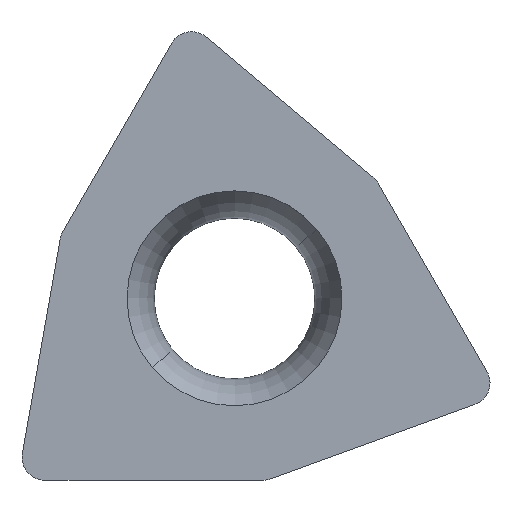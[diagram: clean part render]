
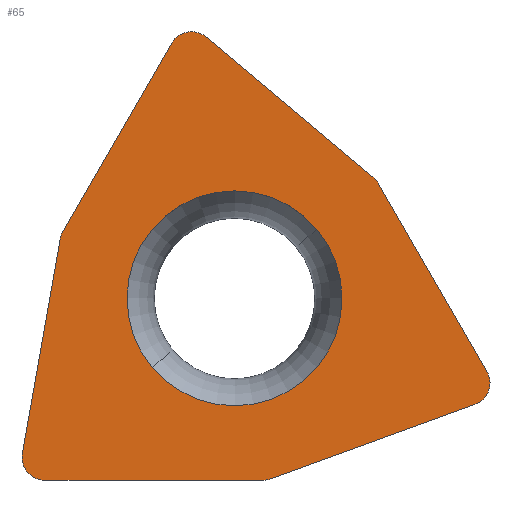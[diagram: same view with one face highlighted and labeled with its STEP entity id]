
A CAD part, top view. The second image highlights one B-rep face of the part: STEP entity #65.
In plain terms, the highlighted planar face has unit normal (0, 0, 1).
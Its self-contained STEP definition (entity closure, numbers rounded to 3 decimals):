
#65=ADVANCED_FACE('',(#93,#94),#85,.T.);
#85=PLANE('',#536);
#93=FACE_BOUND('',#97,.T.);
#94=FACE_BOUND('',#98,.T.);
#97=EDGE_LOOP('',(#119,#120,#121,#122,#123,#124,#125,#126,#127,#128,#129,
#130,#131,#132));
#98=EDGE_LOOP('',(#133,#134));
#119=ORIENTED_EDGE('',*,*,#257,.F.);
#120=ORIENTED_EDGE('',*,*,#258,.F.);
#121=ORIENTED_EDGE('',*,*,#259,.F.);
#122=ORIENTED_EDGE('',*,*,#260,.F.);
#123=ORIENTED_EDGE('',*,*,#261,.F.);
#124=ORIENTED_EDGE('',*,*,#262,.F.);
#125=ORIENTED_EDGE('',*,*,#263,.F.);
#126=ORIENTED_EDGE('',*,*,#264,.F.);
#127=ORIENTED_EDGE('',*,*,#265,.F.);
#128=ORIENTED_EDGE('',*,*,#266,.F.);
#129=ORIENTED_EDGE('',*,*,#267,.F.);
#130=ORIENTED_EDGE('',*,*,#268,.F.);
#131=ORIENTED_EDGE('',*,*,#269,.F.);
#132=ORIENTED_EDGE('',*,*,#270,.F.);
#133=ORIENTED_EDGE('',*,*,#271,.F.);
#134=ORIENTED_EDGE('',*,*,#272,.F.);
#223=VERTEX_POINT('',#725);
#224=VERTEX_POINT('',#726);
#225=VERTEX_POINT('',#728);
#226=VERTEX_POINT('',#730);
#227=VERTEX_POINT('',#732);
#228=VERTEX_POINT('',#734);
#229=VERTEX_POINT('',#736);
#230=VERTEX_POINT('',#738);
#231=VERTEX_POINT('',#740);
#232=VERTEX_POINT('',#742);
#233=VERTEX_POINT('',#744);
#234=VERTEX_POINT('',#746);
#235=VERTEX_POINT('',#748);
#236=VERTEX_POINT('',#750);
#237=VERTEX_POINT('',#753);
#238=VERTEX_POINT('',#754);
#257=EDGE_CURVE('',#223,#224,#319,.T.);
#258=EDGE_CURVE('',#225,#223,#391,.T.);
#259=EDGE_CURVE('',#226,#225,#320,.T.);
#260=EDGE_CURVE('',#227,#226,#392,.T.);
#261=EDGE_CURVE('',#228,#227,#321,.T.);
#262=EDGE_CURVE('',#229,#228,#322,.T.);
#263=EDGE_CURVE('',#230,#229,#393,.T.);
#264=EDGE_CURVE('',#231,#230,#323,.T.);
#265=EDGE_CURVE('',#232,#231,#394,.T.);
#266=EDGE_CURVE('',#233,#232,#324,.T.);
#267=EDGE_CURVE('',#234,#233,#325,.T.);
#268=EDGE_CURVE('',#235,#234,#395,.T.);
#269=EDGE_CURVE('',#236,#235,#326,.T.);
#270=EDGE_CURVE('',#224,#236,#396,.T.);
#271=EDGE_CURVE('',#237,#238,#327,.T.);
#272=EDGE_CURVE('',#238,#237,#328,.T.);
#319=CIRCLE('',#526,0.4);
#320=CIRCLE('',#527,0.4);
#321=CIRCLE('',#528,0.4);
#322=CIRCLE('',#529,0.4);
#323=CIRCLE('',#530,0.4);
#324=CIRCLE('',#531,0.4);
#325=CIRCLE('',#532,0.4);
#326=CIRCLE('',#533,0.4);
#327=CIRCLE('',#534,1.875);
#328=CIRCLE('',#535,1.875);
#391=LINE('',#727,#431);
#392=LINE('',#731,#432);
#393=LINE('',#737,#433);
#394=LINE('',#741,#434);
#395=LINE('',#747,#435);
#396=LINE('',#751,#436);
#431=VECTOR('',#596,1.);
#432=VECTOR('',#599,1.);
#433=VECTOR('',#604,1.);
#434=VECTOR('',#607,1.);
#435=VECTOR('',#612,1.);
#436=VECTOR('',#615,1.);
#526=AXIS2_PLACEMENT_3D('',#724,#594,#595);
#527=AXIS2_PLACEMENT_3D('',#729,#597,#598);
#528=AXIS2_PLACEMENT_3D('',#733,#600,#601);
#529=AXIS2_PLACEMENT_3D('',#735,#602,#603);
#530=AXIS2_PLACEMENT_3D('',#739,#605,#606);
#531=AXIS2_PLACEMENT_3D('',#743,#608,#609);
#532=AXIS2_PLACEMENT_3D('',#745,#610,#611);
#533=AXIS2_PLACEMENT_3D('',#749,#613,#614);
#534=AXIS2_PLACEMENT_3D('',#752,#616,#617);
#535=AXIS2_PLACEMENT_3D('',#755,#618,#619);
#536=AXIS2_PLACEMENT_3D('',#756,#620,#621);
#594=DIRECTION('',(0.,0.,-1.));
#595=DIRECTION('',(0.,-1.,0.));
#596=DIRECTION('',(-1.,0.,0.));
#597=DIRECTION('',(0.,0.,-1.));
#598=DIRECTION('',(0.342,-0.94,0.));
#599=DIRECTION('',(-0.94,-0.342,0.));
#600=DIRECTION('',(0.,0.,-1.));
#601=DIRECTION('',(0.643,-0.766,0.));
#602=DIRECTION('',(0.,0.,-1.));
#603=DIRECTION('',(0.866,0.5,0.));
#604=DIRECTION('',(0.5,-0.866,0.));
#605=DIRECTION('',(0.,0.,-1.));
#606=DIRECTION('',(0.643,0.766,0.));
#607=DIRECTION('',(0.766,-0.643,0.));
#608=DIRECTION('',(0.,0.,-1.));
#609=DIRECTION('',(-0.643,0.766,0.));
#610=DIRECTION('',(0.,0.,-1.));
#611=DIRECTION('',(-0.866,0.5,0.));
#612=DIRECTION('',(0.5,0.866,0.));
#613=DIRECTION('',(0.,0.,-1.));
#614=DIRECTION('',(-0.985,0.174,0.));
#615=DIRECTION('',(0.174,0.985,0.));
#616=DIRECTION('',(0.,0.,1.));
#617=DIRECTION('',(-0.766,-0.643,0.));
#618=DIRECTION('',(0.,0.,1.));
#619=DIRECTION('',(0.766,0.643,0.));
#620=DIRECTION('',(0.,0.,1.));
#621=DIRECTION('',(-0.643,0.766,0.));
#724=CARTESIAN_POINT('',(-3.307,-2.775,0.));
#725=CARTESIAN_POINT('',(-3.307,-3.175,0.));
#726=CARTESIAN_POINT('',(-3.701,-2.706,0.));
#727=CARTESIAN_POINT('',(0.489,-3.175,0.));
#728=CARTESIAN_POINT('',(0.489,-3.175,0.));
#729=CARTESIAN_POINT('',(0.489,-2.775,0.));
#730=CARTESIAN_POINT('',(0.626,-3.151,0.));
#731=CARTESIAN_POINT('',(4.194,-1.852,0.));
#732=CARTESIAN_POINT('',(4.194,-1.852,0.));
#733=CARTESIAN_POINT('',(4.057,-1.477,0.));
#734=CARTESIAN_POINT('',(4.314,-1.783,0.));
#735=CARTESIAN_POINT('',(4.057,-1.477,0.));
#736=CARTESIAN_POINT('',(4.403,-1.277,0.));
#737=CARTESIAN_POINT('',(2.505,2.011,0.));
#738=CARTESIAN_POINT('',(2.505,2.011,0.));
#739=CARTESIAN_POINT('',(2.159,1.811,0.));
#740=CARTESIAN_POINT('',(2.416,2.118,0.));
#741=CARTESIAN_POINT('',(-0.493,4.558,0.));
#742=CARTESIAN_POINT('',(-0.493,4.558,0.));
#743=CARTESIAN_POINT('',(-0.75,4.252,0.));
#744=CARTESIAN_POINT('',(-1.007,4.558,0.));
#745=CARTESIAN_POINT('',(-0.75,4.252,0.));
#746=CARTESIAN_POINT('',(-1.096,4.452,0.));
#747=CARTESIAN_POINT('',(-2.994,1.164,0.));
#748=CARTESIAN_POINT('',(-2.994,1.164,0.));
#749=CARTESIAN_POINT('',(-2.648,0.964,0.));
#750=CARTESIAN_POINT('',(-3.042,1.033,0.));
#751=CARTESIAN_POINT('',(-3.701,-2.706,0.));
#752=CARTESIAN_POINT('',(0.,0.,0.));
#753=CARTESIAN_POINT('',(-1.436,-1.205,0.));
#754=CARTESIAN_POINT('',(1.436,1.205,0.));
#755=CARTESIAN_POINT('',(0.,0.,0.));
#756=CARTESIAN_POINT('',(0.,0.,0.));
